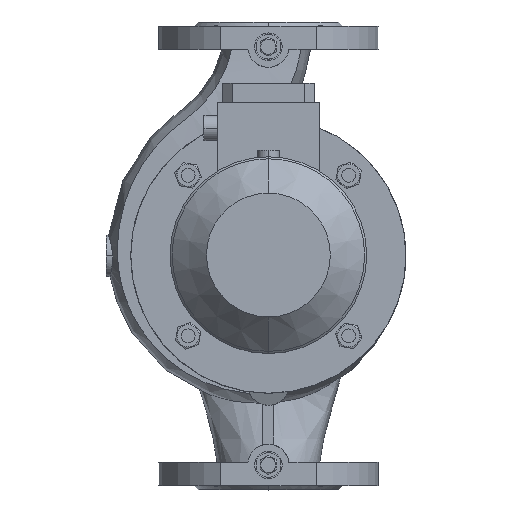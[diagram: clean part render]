
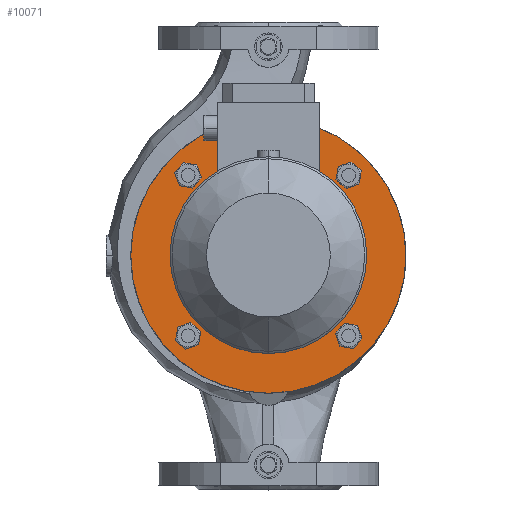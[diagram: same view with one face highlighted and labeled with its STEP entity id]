
A CAD part, top view. The second image highlights one B-rep face of the part: STEP entity #10071.
In plain terms, the highlighted planar face has unit normal (0, 0, 1).
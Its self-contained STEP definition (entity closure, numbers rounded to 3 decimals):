
#216 = DIRECTION ( 'NONE',  ( 0., 1., 0. ) ) ;
#639 = DIRECTION ( 'NONE',  ( 0., -1., 0. ) ) ;
#874 = CARTESIAN_POINT ( 'NONE',  ( 0., 0., 142. ) ) ;
#950 = FACE_BOUND ( 'NONE', #3707, .T. ) ;
#1014 = DIRECTION ( 'NONE',  ( 0., -1., 0. ) ) ;
#1059 = CIRCLE ( 'NONE', #2635, 8.075 ) ;
#1148 = CARTESIAN_POINT ( 'NONE',  ( 0., 0., 142. ) ) ;
#1356 = FACE_BOUND ( 'NONE', #8949, .T. ) ;
#1424 = DIRECTION ( 'NONE',  ( 0., 0., 1. ) ) ;
#2090 = DIRECTION ( 'NONE',  ( 0., -1., 0. ) ) ;
#2514 = CARTESIAN_POINT ( 'NONE',  ( 0., 0., 142. ) ) ;
#2635 = AXIS2_PLACEMENT_3D ( 'NONE', #8747, #18926, #16320 ) ;
#2648 = EDGE_LOOP ( 'NONE', ( #8060, #19756 ) ) ;
#2814 = DIRECTION ( 'NONE',  ( 0., 0., 1. ) ) ;
#2853 = VERTEX_POINT ( 'NONE', #4814 ) ;
#2970 = FACE_BOUND ( 'NONE', #2648, .T. ) ;
#3202 = CARTESIAN_POINT ( 'NONE',  ( 66.289, -59.739, 142. ) ) ;
#3488 = ORIENTED_EDGE ( 'NONE', *, *, #29668, .F. ) ;
#3529 = CIRCLE ( 'NONE', #17337, 8.075 ) ;
#3707 = EDGE_LOOP ( 'NONE', ( #10907, #15498 ) ) ;
#3981 = ORIENTED_EDGE ( 'NONE', *, *, #22202, .F. ) ;
#4468 = ORIENTED_EDGE ( 'NONE', *, *, #24170, .F. ) ;
#4814 = CARTESIAN_POINT ( 'NONE',  ( 50.384, -56.934, 142. ) ) ;
#5013 = DIRECTION ( 'NONE',  ( 0., -1., 0. ) ) ;
#5322 = CARTESIAN_POINT ( 'NONE',  ( 59.739, 66.289, 142. ) ) ;
#5366 = FACE_BOUND ( 'NONE', #10274, .T. ) ;
#5386 = DIRECTION ( 'NONE',  ( 0., 1., 0. ) ) ;
#5842 = EDGE_CURVE ( 'NONE', #5854, #2853, #28386, .T. ) ;
#5854 = VERTEX_POINT ( 'NONE', #3202 ) ;
#5910 = DIRECTION ( 'NONE',  ( 0., 1., 0. ) ) ;
#6277 = DIRECTION ( 'NONE',  ( 0., 0., 1. ) ) ;
#6525 = AXIS2_PLACEMENT_3D ( 'NONE', #874, #10834, #5910 ) ;
#7454 = EDGE_CURVE ( 'NONE', #15016, #8041, #27091, .T. ) ;
#7677 = CARTESIAN_POINT ( 'NONE',  ( -58.336, -58.336, 142. ) ) ;
#8041 = VERTEX_POINT ( 'NONE', #23512 ) ;
#8060 = ORIENTED_EDGE ( 'NONE', *, *, #26787, .F. ) ;
#8118 = CARTESIAN_POINT ( 'NONE',  ( 0., 100., 142. ) ) ;
#8747 = CARTESIAN_POINT ( 'NONE',  ( 58.336, 58.336, 142. ) ) ;
#8949 = EDGE_LOOP ( 'NONE', ( #10423, #17795 ) ) ;
#9358 = AXIS2_PLACEMENT_3D ( 'NONE', #25478, #12949, #216 ) ;
#9664 = CARTESIAN_POINT ( 'NONE',  ( 58.336, 58.336, 142. ) ) ;
#9713 = AXIS2_PLACEMENT_3D ( 'NONE', #11437, #18946, #13924 ) ;
#10071 = ADVANCED_FACE ( 'NONE', ( #2970, #950, #5366, #16520, #1356, #28523 ), #20758, .T. ) ;
#10148 = DIRECTION ( 'NONE',  ( 0., 0., 1. ) ) ;
#10274 = EDGE_LOOP ( 'NONE', ( #3488, #14719 ) ) ;
#10423 = ORIENTED_EDGE ( 'NONE', *, *, #14409, .T. ) ;
#10604 = CARTESIAN_POINT ( 'NONE',  ( -58.336, 58.336, 142. ) ) ;
#10742 = CARTESIAN_POINT ( 'NONE',  ( 0., -70., 142. ) ) ;
#10834 = DIRECTION ( 'NONE',  ( 0., 0., -1. ) ) ;
#10907 = ORIENTED_EDGE ( 'NONE', *, *, #17600, .F. ) ;
#11336 = DIRECTION ( 'NONE',  ( 0., -1., 0. ) ) ;
#11437 = CARTESIAN_POINT ( 'NONE',  ( -58.336, 58.336, 142. ) ) ;
#11640 = AXIS2_PLACEMENT_3D ( 'NONE', #11786, #1424, #11336 ) ;
#11786 = CARTESIAN_POINT ( 'NONE',  ( -58.336, -58.336, 142. ) ) ;
#12215 = DIRECTION ( 'NONE',  ( 0., 0., 1. ) ) ;
#12949 = DIRECTION ( 'NONE',  ( 0., 0., -1. ) ) ;
#13490 = DIRECTION ( 'NONE',  ( 0., 0., 1. ) ) ;
#13924 = DIRECTION ( 'NONE',  ( 0., -1., 0. ) ) ;
#14409 = EDGE_CURVE ( 'NONE', #28640, #17098, #25440, .T. ) ;
#14485 = EDGE_LOOP ( 'NONE', ( #20783, #4468 ) ) ;
#14555 = ORIENTED_EDGE ( 'NONE', *, *, #7454, .F. ) ;
#14719 = ORIENTED_EDGE ( 'NONE', *, *, #5842, .F. ) ;
#14836 = AXIS2_PLACEMENT_3D ( 'NONE', #1148, #24143, #31947 ) ;
#14935 = EDGE_CURVE ( 'NONE', #17098, #28640, #21000, .T. ) ;
#15016 = VERTEX_POINT ( 'NONE', #19097 ) ;
#15270 = EDGE_CURVE ( 'NONE', #31342, #21030, #24559, .T. ) ;
#15498 = ORIENTED_EDGE ( 'NONE', *, *, #23068, .F. ) ;
#15547 = AXIS2_PLACEMENT_3D ( 'NONE', #10604, #2814, #30926 ) ;
#15672 = AXIS2_PLACEMENT_3D ( 'NONE', #7677, #10148, #5013 ) ;
#15986 = DIRECTION ( 'NONE',  ( 0., -1., 0. ) ) ;
#16320 = DIRECTION ( 'NONE',  ( 0., -1., 0. ) ) ;
#16518 = CARTESIAN_POINT ( 'NONE',  ( 0., 70., 142. ) ) ;
#16520 = FACE_BOUND ( 'NONE', #14485, .T. ) ;
#16610 = CARTESIAN_POINT ( 'NONE',  ( -50.384, 56.934, 142. ) ) ;
#17098 = VERTEX_POINT ( 'NONE', #10742 ) ;
#17337 = AXIS2_PLACEMENT_3D ( 'NONE', #31379, #6277, #1014 ) ;
#17600 = EDGE_CURVE ( 'NONE', #26048, #27067, #18495, .T. ) ;
#17795 = ORIENTED_EDGE ( 'NONE', *, *, #14935, .T. ) ;
#18372 = CARTESIAN_POINT ( 'NONE',  ( 58.336, -58.336, 142. ) ) ;
#18473 = DIRECTION ( 'NONE',  ( 0., 0., 1. ) ) ;
#18495 = CIRCLE ( 'NONE', #15547, 8.075 ) ;
#18926 = DIRECTION ( 'NONE',  ( 0., 0., 1. ) ) ;
#18946 = DIRECTION ( 'NONE',  ( 0., 0., 1. ) ) ;
#19097 = CARTESIAN_POINT ( 'NONE',  ( 0., 100., 142. ) ) ;
#19544 = AXIS2_PLACEMENT_3D ( 'NONE', #2514, #20357, #5386 ) ;
#19756 = ORIENTED_EDGE ( 'NONE', *, *, #30845, .F. ) ;
#20357 = DIRECTION ( 'NONE',  ( 0., 0., -1. ) ) ;
#20758 = PLANE ( 'NONE',  #22486 ) ;
#20783 = ORIENTED_EDGE ( 'NONE', *, *, #15270, .F. ) ;
#21000 = CIRCLE ( 'NONE', #6525, 70. ) ;
#21030 = VERTEX_POINT ( 'NONE', #27222 ) ;
#21171 = CARTESIAN_POINT ( 'NONE',  ( 56.934, 50.384, 142. ) ) ;
#22202 = EDGE_CURVE ( 'NONE', #8041, #15016, #25060, .T. ) ;
#22228 = CIRCLE ( 'NONE', #9713, 8.075 ) ;
#22486 = AXIS2_PLACEMENT_3D ( 'NONE', #8118, #13490, #639 ) ;
#23068 = EDGE_CURVE ( 'NONE', #27067, #26048, #22228, .T. ) ;
#23512 = CARTESIAN_POINT ( 'NONE',  ( 0., -100., 142. ) ) ;
#23629 = AXIS2_PLACEMENT_3D ( 'NONE', #18372, #18473, #15986 ) ;
#24143 = DIRECTION ( 'NONE',  ( 0., 0., -1. ) ) ;
#24170 = EDGE_CURVE ( 'NONE', #21030, #31342, #26133, .T. ) ;
#24559 = CIRCLE ( 'NONE', #15672, 8.075 ) ;
#24723 = VERTEX_POINT ( 'NONE', #21171 ) ;
#25060 = CIRCLE ( 'NONE', #19544, 100. ) ;
#25440 = CIRCLE ( 'NONE', #14836, 70. ) ;
#25478 = CARTESIAN_POINT ( 'NONE',  ( 0., 0., 142. ) ) ;
#25556 = EDGE_LOOP ( 'NONE', ( #14555, #3981 ) ) ;
#26048 = VERTEX_POINT ( 'NONE', #16610 ) ;
#26133 = CIRCLE ( 'NONE', #11640, 8.075 ) ;
#26787 = EDGE_CURVE ( 'NONE', #24723, #30676, #31978, .T. ) ;
#26815 = CARTESIAN_POINT ( 'NONE',  ( -66.289, 59.739, 142. ) ) ;
#27067 = VERTEX_POINT ( 'NONE', #26815 ) ;
#27091 = CIRCLE ( 'NONE', #9358, 100. ) ;
#27222 = CARTESIAN_POINT ( 'NONE',  ( -59.739, -66.289, 142. ) ) ;
#28386 = CIRCLE ( 'NONE', #23629, 8.075 ) ;
#28523 = FACE_OUTER_BOUND ( 'NONE', #25556, .T. ) ;
#28640 = VERTEX_POINT ( 'NONE', #16518 ) ;
#28827 = CARTESIAN_POINT ( 'NONE',  ( -56.934, -50.384, 142. ) ) ;
#29668 = EDGE_CURVE ( 'NONE', #2853, #5854, #3529, .T. ) ;
#29894 = AXIS2_PLACEMENT_3D ( 'NONE', #9664, #12215, #2090 ) ;
#30676 = VERTEX_POINT ( 'NONE', #5322 ) ;
#30845 = EDGE_CURVE ( 'NONE', #30676, #24723, #1059, .T. ) ;
#30926 = DIRECTION ( 'NONE',  ( 0., -1., 0. ) ) ;
#31342 = VERTEX_POINT ( 'NONE', #28827 ) ;
#31379 = CARTESIAN_POINT ( 'NONE',  ( 58.336, -58.336, 142. ) ) ;
#31947 = DIRECTION ( 'NONE',  ( 0., 1., 0. ) ) ;
#31978 = CIRCLE ( 'NONE', #29894, 8.075 ) ;
